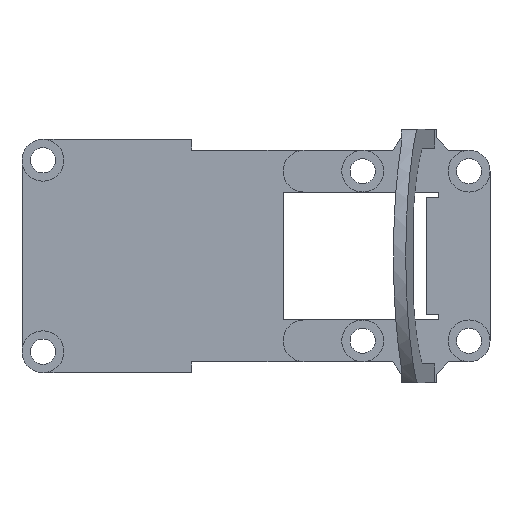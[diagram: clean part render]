
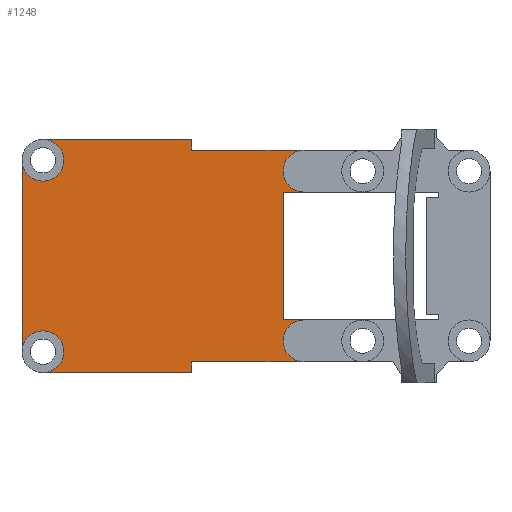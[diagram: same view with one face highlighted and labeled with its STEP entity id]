
A CAD part, front view. The second image highlights one B-rep face of the part: STEP entity #1248.
In plain terms, the highlighted planar face has unit normal (0, -1, 0).
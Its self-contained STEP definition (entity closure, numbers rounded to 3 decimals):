
#51=PLANE('',#1353);
#103=FACE_OUTER_BOUND('',#175,.T.);
#175=EDGE_LOOP('',(#999,#1000,#1001,#1002,#1003,#1004,#1005,#1006,#1007,
#1008,#1009,#1010,#1011,#1012));
#236=CIRCLE('',#1354,2.5);
#237=CIRCLE('',#1355,2.5);
#238=CIRCLE('',#1356,2.5);
#239=CIRCLE('',#1357,2.5);
#327=LINE('',#1969,#463);
#334=LINE('',#1984,#470);
#335=LINE('',#1988,#471);
#336=LINE('',#1990,#472);
#337=LINE('',#1992,#473);
#338=LINE('',#1996,#474);
#339=LINE('',#2000,#475);
#340=LINE('',#2002,#476);
#341=LINE('',#2004,#477);
#342=LINE('',#2007,#478);
#463=VECTOR('',#1591,10.);
#470=VECTOR('',#1606,10.);
#471=VECTOR('',#1609,10.);
#472=VECTOR('',#1610,10.);
#473=VECTOR('',#1611,10.);
#474=VECTOR('',#1614,10.);
#475=VECTOR('',#1617,10.);
#476=VECTOR('',#1618,10.);
#477=VECTOR('',#1619,10.);
#478=VECTOR('',#1622,10.);
#604=VERTEX_POINT('',#1967);
#605=VERTEX_POINT('',#1968);
#609=VERTEX_POINT('',#1983);
#610=VERTEX_POINT('',#1985);
#611=VERTEX_POINT('',#1987);
#612=VERTEX_POINT('',#1989);
#613=VERTEX_POINT('',#1991);
#614=VERTEX_POINT('',#1993);
#615=VERTEX_POINT('',#1995);
#616=VERTEX_POINT('',#1997);
#617=VERTEX_POINT('',#1999);
#618=VERTEX_POINT('',#2001);
#619=VERTEX_POINT('',#2003);
#620=VERTEX_POINT('',#2005);
#750=EDGE_CURVE('',#604,#605,#327,.T.);
#758=EDGE_CURVE('',#605,#609,#334,.T.);
#759=EDGE_CURVE('',#609,#610,#236,.T.);
#760=EDGE_CURVE('',#611,#610,#335,.T.);
#761=EDGE_CURVE('',#612,#611,#336,.T.);
#762=EDGE_CURVE('',#613,#612,#337,.T.);
#763=EDGE_CURVE('',#614,#613,#237,.T.);
#764=EDGE_CURVE('',#615,#614,#338,.T.);
#765=EDGE_CURVE('',#616,#615,#238,.T.);
#766=EDGE_CURVE('',#617,#616,#339,.T.);
#767=EDGE_CURVE('',#618,#617,#340,.T.);
#768=EDGE_CURVE('',#619,#618,#341,.T.);
#769=EDGE_CURVE('',#619,#620,#239,.T.);
#770=EDGE_CURVE('',#620,#604,#342,.T.);
#999=ORIENTED_EDGE('',*,*,#758,.T.);
#1000=ORIENTED_EDGE('',*,*,#759,.T.);
#1001=ORIENTED_EDGE('',*,*,#760,.F.);
#1002=ORIENTED_EDGE('',*,*,#761,.F.);
#1003=ORIENTED_EDGE('',*,*,#762,.F.);
#1004=ORIENTED_EDGE('',*,*,#763,.F.);
#1005=ORIENTED_EDGE('',*,*,#764,.F.);
#1006=ORIENTED_EDGE('',*,*,#765,.F.);
#1007=ORIENTED_EDGE('',*,*,#766,.F.);
#1008=ORIENTED_EDGE('',*,*,#767,.F.);
#1009=ORIENTED_EDGE('',*,*,#768,.F.);
#1010=ORIENTED_EDGE('',*,*,#769,.T.);
#1011=ORIENTED_EDGE('',*,*,#770,.T.);
#1012=ORIENTED_EDGE('',*,*,#750,.T.);
#1248=ADVANCED_FACE('',(#103),#51,.F.);
#1353=AXIS2_PLACEMENT_3D('',#1982,#1604,#1605);
#1354=AXIS2_PLACEMENT_3D('',#1986,#1607,#1608);
#1355=AXIS2_PLACEMENT_3D('',#1994,#1612,#1613);
#1356=AXIS2_PLACEMENT_3D('',#1998,#1615,#1616);
#1357=AXIS2_PLACEMENT_3D('',#2006,#1620,#1621);
#1591=DIRECTION('',(0.,0.,1.));
#1604=DIRECTION('center_axis',(0.,1.,0.));
#1605=DIRECTION('ref_axis',(1.,0.,0.));
#1606=DIRECTION('',(1.,0.,0.));
#1607=DIRECTION('center_axis',(0.,1.,0.));
#1608=DIRECTION('ref_axis',(-1.,0.,0.));
#1609=DIRECTION('',(1.,0.,0.));
#1610=DIRECTION('',(0.,0.,-1.));
#1611=DIRECTION('',(1.,0.,0.));
#1612=DIRECTION('center_axis',(0.,-1.,0.));
#1613=DIRECTION('ref_axis',(1.,0.,0.));
#1614=DIRECTION('',(0.,0.,1.));
#1615=DIRECTION('center_axis',(0.,-1.,0.));
#1616=DIRECTION('ref_axis',(1.,0.,0.));
#1617=DIRECTION('',(-1.,0.,0.));
#1618=DIRECTION('',(0.,0.,-1.));
#1619=DIRECTION('',(-1.,0.,0.));
#1620=DIRECTION('center_axis',(0.,1.,0.));
#1621=DIRECTION('ref_axis',(-1.,0.,0.));
#1622=DIRECTION('',(-1.,0.,0.));
#1967=CARTESIAN_POINT('',(10.9,15.5,-7.63));
#1968=CARTESIAN_POINT('',(10.9,15.5,7.63));
#1969=CARTESIAN_POINT('',(10.9,15.5,3.815));
#1982=CARTESIAN_POINT('Origin',(7.66,15.5,0.));
#1983=CARTESIAN_POINT('',(13.4,15.5,7.63));
#1984=CARTESIAN_POINT('',(18.58,15.5,7.63));
#1985=CARTESIAN_POINT('',(13.4,15.5,12.63));
#1986=CARTESIAN_POINT('Origin',(13.4,15.5,10.13));
#1987=CARTESIAN_POINT('',(0.,15.5,12.63));
#1988=CARTESIAN_POINT('',(3.83,15.5,12.63));
#1989=CARTESIAN_POINT('',(0.,15.5,13.93));
#1990=CARTESIAN_POINT('',(0.,15.5,6.965));
#1991=CARTESIAN_POINT('',(-17.78,15.5,13.93));
#1992=CARTESIAN_POINT('',(-5.06,15.5,13.93));
#1993=CARTESIAN_POINT('',(-20.28,15.5,11.43));
#1994=CARTESIAN_POINT('Origin',(-17.78,15.5,11.43));
#1995=CARTESIAN_POINT('',(-20.28,15.5,-11.43));
#1996=CARTESIAN_POINT('',(-20.28,15.5,-5.715));
#1997=CARTESIAN_POINT('',(-17.78,15.5,-13.93));
#1998=CARTESIAN_POINT('Origin',(-17.78,15.5,-11.43));
#1999=CARTESIAN_POINT('',(0.,15.5,-13.93));
#2000=CARTESIAN_POINT('',(3.83,15.5,-13.93));
#2001=CARTESIAN_POINT('',(0.,15.5,-12.63));
#2002=CARTESIAN_POINT('',(0.,15.5,-6.315));
#2003=CARTESIAN_POINT('',(13.4,15.5,-12.63));
#2004=CARTESIAN_POINT('',(20.38,15.5,-12.63));
#2005=CARTESIAN_POINT('',(13.4,15.5,-7.63));
#2006=CARTESIAN_POINT('Origin',(13.4,15.5,-10.13));
#2007=CARTESIAN_POINT('',(9.28,15.5,-7.63));
